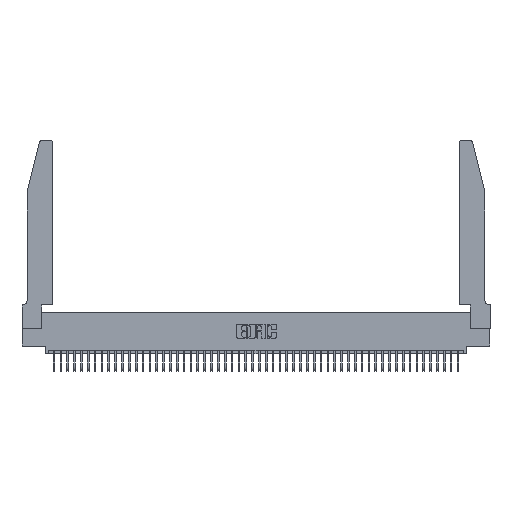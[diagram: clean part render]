
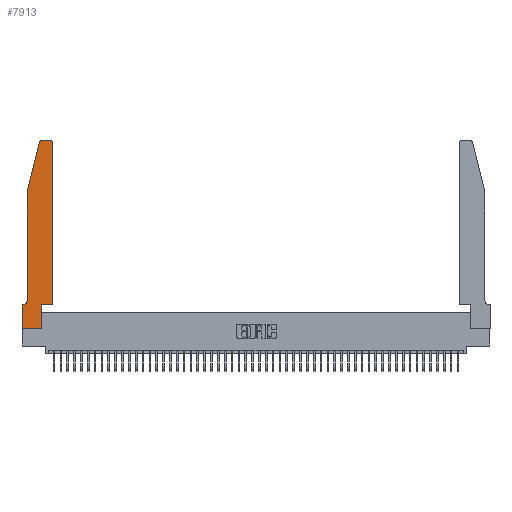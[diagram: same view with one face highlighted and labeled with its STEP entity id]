
A CAD part, top view. The second image highlights one B-rep face of the part: STEP entity #7913.
In plain terms, the highlighted planar face has unit normal (0, 0, 1).
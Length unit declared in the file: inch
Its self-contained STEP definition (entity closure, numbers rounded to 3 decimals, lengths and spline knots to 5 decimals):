
#7 = DIRECTION ( 'NONE',  ( 0., 1., 0. ) ) ;
#421 = VERTEX_POINT ( 'NONE', #15438 ) ;
#468 = EDGE_CURVE ( 'NONE', #30500, #2720, #21850, .T. ) ;
#477 = LINE ( 'NONE', #602, #18989 ) ;
#478 = CIRCLE ( 'NONE', #11957, 0.03 ) ;
#514 = CARTESIAN_POINT ( 'NONE',  ( 0.0755, 0.42, 0.37 ) ) ;
#602 = CARTESIAN_POINT ( 'NONE',  ( 0.0755, 2., 0.37 ) ) ;
#1060 = DIRECTION ( 'NONE',  ( 1., 0., 0. ) ) ;
#1243 = EDGE_CURVE ( 'NONE', #24267, #13332, #36830, .T. ) ;
#1324 = LINE ( 'NONE', #5806, #28492 ) ;
#1432 = ORIENTED_EDGE ( 'NONE', *, *, #11570, .T. ) ;
#1967 = DIRECTION ( 'NONE',  ( -1., 0., 0. ) ) ;
#2096 = VERTEX_POINT ( 'NONE', #11566 ) ;
#2720 = VERTEX_POINT ( 'NONE', #26688 ) ;
#4464 = CARTESIAN_POINT ( 'NONE',  ( 0.2865, 0., 0.37 ) ) ;
#4613 = EDGE_CURVE ( 'NONE', #42005, #28743, #1324, .T. ) ;
#5036 = AXIS2_PLACEMENT_3D ( 'NONE', #37772, #15711, #41455 ) ;
#5699 = LINE ( 'NONE', #31541, #41390 ) ;
#5806 = CARTESIAN_POINT ( 'NONE',  ( 0.0755, 2., 0.37 ) ) ;
#5953 = PLANE ( 'NONE',  #14588 ) ;
#6802 = ORIENTED_EDGE ( 'NONE', *, *, #16093, .T. ) ;
#7421 = CARTESIAN_POINT ( 'NONE',  ( 0.4505, 0.35, 0.37 ) ) ;
#7706 = VECTOR ( 'NONE', #15133, 39.37008 ) ;
#7913 = ADVANCED_FACE ( 'NONE', ( #31999 ), #5953, .T. ) ;
#8092 = DIRECTION ( 'NONE',  ( -0.239, -0.971, 0. ) ) ;
#8276 = ORIENTED_EDGE ( 'NONE', *, *, #17338, .T. ) ;
#8312 = CARTESIAN_POINT ( 'NONE',  ( 0., 0., 0.37 ) ) ;
#9215 = CARTESIAN_POINT ( 'NONE',  ( 0.4505, 0.35, 0.37 ) ) ;
#9535 = EDGE_CURVE ( 'NONE', #28743, #2096, #26595, .T. ) ;
#9548 = DIRECTION ( 'NONE',  ( 0., -1., 0. ) ) ;
#9686 = DIRECTION ( 'NONE',  ( 0., 0., 1. ) ) ;
#11566 = CARTESIAN_POINT ( 'NONE',  ( 0.0055, 0.35, 0.37 ) ) ;
#11570 = EDGE_CURVE ( 'NONE', #2096, #16600, #5699, .T. ) ;
#11957 = AXIS2_PLACEMENT_3D ( 'NONE', #39590, #17576, #43240 ) ;
#12897 = ORIENTED_EDGE ( 'NONE', *, *, #4613, .T. ) ;
#13080 = ORIENTED_EDGE ( 'NONE', *, *, #32119, .T. ) ;
#13332 = VERTEX_POINT ( 'NONE', #38637 ) ;
#13838 = ORIENTED_EDGE ( 'NONE', *, *, #21446, .T. ) ;
#13960 = CARTESIAN_POINT ( 'NONE',  ( 0., 0.35, 0.37 ) ) ;
#14221 = LINE ( 'NONE', #8312, #43529 ) ;
#14588 = AXIS2_PLACEMENT_3D ( 'NONE', #16916, #9686, #35426 ) ;
#14726 = CARTESIAN_POINT ( 'NONE',  ( 0.2865, 0.35, 0.37 ) ) ;
#14796 = DIRECTION ( 'NONE',  ( 1., 0., 0. ) ) ;
#15133 = DIRECTION ( 'NONE',  ( 1., 0., 0. ) ) ;
#15438 = CARTESIAN_POINT ( 'NONE',  ( 0.2865, 0.35, 0.37 ) ) ;
#15711 = DIRECTION ( 'NONE',  ( 0., 0., -1. ) ) ;
#16029 = CARTESIAN_POINT ( 'NONE',  ( 0.4205, 2.75, 0.37 ) ) ;
#16093 = EDGE_CURVE ( 'NONE', #421, #24267, #19289, .T. ) ;
#16600 = VERTEX_POINT ( 'NONE', #13960 ) ;
#16916 = CARTESIAN_POINT ( 'NONE',  ( 0., 0.35, 0.37 ) ) ;
#17338 = EDGE_CURVE ( 'NONE', #37501, #421, #31368, .T. ) ;
#17576 = DIRECTION ( 'NONE',  ( 0., 0., 1. ) ) ;
#18625 = LINE ( 'NONE', #33517, #7706 ) ;
#18989 = VECTOR ( 'NONE', #8092, 39.37008 ) ;
#19289 = LINE ( 'NONE', #7421, #47420 ) ;
#20711 = ORIENTED_EDGE ( 'NONE', *, *, #24308, .T. ) ;
#21301 = DIRECTION ( 'NONE',  ( 0., 1., 0. ) ) ;
#21446 = EDGE_CURVE ( 'NONE', #44706, #30500, #47330, .T. ) ;
#21499 = VECTOR ( 'NONE', #7, 39.37008 ) ;
#21850 = CIRCLE ( 'NONE', #36276, 0.03 ) ;
#23142 = DIRECTION ( 'NONE',  ( 0., 0., 1. ) ) ;
#23519 = VERTEX_POINT ( 'NONE', #27466 ) ;
#24190 = CARTESIAN_POINT ( 'NONE',  ( 0.0755, 2., 0.37 ) ) ;
#24206 = ORIENTED_EDGE ( 'NONE', *, *, #42376, .T. ) ;
#24267 = VERTEX_POINT ( 'NONE', #9215 ) ;
#24308 = EDGE_CURVE ( 'NONE', #13332, #44706, #478, .T. ) ;
#26595 = CIRCLE ( 'NONE', #5036, 0.07 ) ;
#26688 = CARTESIAN_POINT ( 'NONE',  ( 0.25487, 2.72718, 0.37 ) ) ;
#27466 = CARTESIAN_POINT ( 'NONE',  ( 0., 0., 0.37 ) ) ;
#27891 = VECTOR ( 'NONE', #44269, 39.37008 ) ;
#28262 = VECTOR ( 'NONE', #21301, 39.37008 ) ;
#28492 = VECTOR ( 'NONE', #9548, 39.37008 ) ;
#28743 = VERTEX_POINT ( 'NONE', #514 ) ;
#29646 = ORIENTED_EDGE ( 'NONE', *, *, #9535, .T. ) ;
#30128 = ORIENTED_EDGE ( 'NONE', *, *, #34889, .T. ) ;
#30500 = VERTEX_POINT ( 'NONE', #37430 ) ;
#31148 = ORIENTED_EDGE ( 'NONE', *, *, #1243, .T. ) ;
#31368 = LINE ( 'NONE', #14726, #21499 ) ;
#31541 = CARTESIAN_POINT ( 'NONE',  ( 0.0755, 0.35, 0.37 ) ) ;
#31999 = FACE_OUTER_BOUND ( 'NONE', #44461, .T. ) ;
#32119 = EDGE_CURVE ( 'NONE', #16600, #23519, #14221, .T. ) ;
#33517 = CARTESIAN_POINT ( 'NONE',  ( 0., 0., 0.37 ) ) ;
#34063 = DIRECTION ( 'NONE',  ( 0., -1., 0. ) ) ;
#34889 = EDGE_CURVE ( 'NONE', #23519, #37501, #18625, .T. ) ;
#34892 = ORIENTED_EDGE ( 'NONE', *, *, #468, .T. ) ;
#35426 = DIRECTION ( 'NONE',  ( 1., 0., 0. ) ) ;
#36276 = AXIS2_PLACEMENT_3D ( 'NONE', #45140, #23142, #1060 ) ;
#36830 = LINE ( 'NONE', #43300, #28262 ) ;
#37430 = CARTESIAN_POINT ( 'NONE',  ( 0.284, 2.75, 0.37 ) ) ;
#37501 = VERTEX_POINT ( 'NONE', #4464 ) ;
#37772 = CARTESIAN_POINT ( 'NONE',  ( 0.0055, 0.42, 0.37 ) ) ;
#38637 = CARTESIAN_POINT ( 'NONE',  ( 0.4505, 2.72, 0.37 ) ) ;
#39590 = CARTESIAN_POINT ( 'NONE',  ( 0.4205, 2.72, 0.37 ) ) ;
#40624 = CARTESIAN_POINT ( 'NONE',  ( 0.2605, 2.75, 0.37 ) ) ;
#41390 = VECTOR ( 'NONE', #1967, 39.37008 ) ;
#41455 = DIRECTION ( 'NONE',  ( -1., 0., 0. ) ) ;
#42005 = VERTEX_POINT ( 'NONE', #24190 ) ;
#42376 = EDGE_CURVE ( 'NONE', #2720, #42005, #477, .T. ) ;
#43240 = DIRECTION ( 'NONE',  ( 1., 0., 0. ) ) ;
#43300 = CARTESIAN_POINT ( 'NONE',  ( 0.4505, 0.35, 0.37 ) ) ;
#43529 = VECTOR ( 'NONE', #34063, 39.37008 ) ;
#44269 = DIRECTION ( 'NONE',  ( -1., 0., 0. ) ) ;
#44461 = EDGE_LOOP ( 'NONE', ( #13838, #34892, #24206, #12897, #29646, #1432, #13080, #30128, #8276, #6802, #31148, #20711 ) ) ;
#44706 = VERTEX_POINT ( 'NONE', #16029 ) ;
#45140 = CARTESIAN_POINT ( 'NONE',  ( 0.284, 2.72, 0.37 ) ) ;
#47330 = LINE ( 'NONE', #40624, #27891 ) ;
#47420 = VECTOR ( 'NONE', #14796, 39.37008 ) ;
